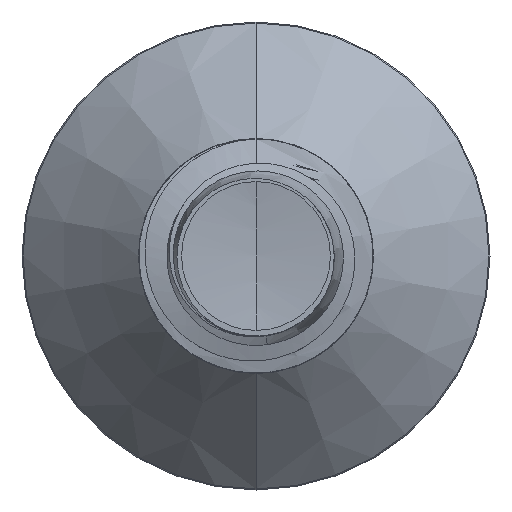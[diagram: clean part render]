
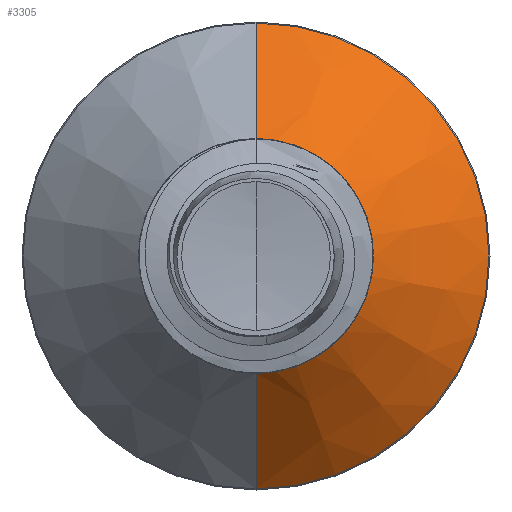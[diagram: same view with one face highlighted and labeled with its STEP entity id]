
A CAD part, front view. The second image highlights one B-rep face of the part: STEP entity #3305.
In plain terms, the highlighted conical face has half-angle 45 degrees and reference radius 1.256 mm.
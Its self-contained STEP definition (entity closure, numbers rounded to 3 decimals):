
#728 = EDGE_LOOP ( 'NONE', ( #19934, #7852, #1996, #4930 ) ) ;
#1996 = ORIENTED_EDGE ( 'NONE', *, *, #32017, .F. ) ;
#3005 = LINE ( 'NONE', #17645, #21236 ) ;
#3287 = DIRECTION ( 'NONE',  ( 0., 1., 0. ) ) ;
#3305 = ADVANCED_FACE ( 'NONE', ( #5889 ), #4139, .T. ) ;
#4139 = CONICAL_SURFACE ( 'NONE', #21376, 1.256, 0.785 ) ;
#4930 = ORIENTED_EDGE ( 'NONE', *, *, #26667, .F. ) ;
#5064 = DIRECTION ( 'NONE',  ( 0., 0.707, 0.707 ) ) ;
#5889 = FACE_OUTER_BOUND ( 'NONE', #728, .T. ) ;
#7852 = ORIENTED_EDGE ( 'NONE', *, *, #11593, .T. ) ;
#8896 = CARTESIAN_POINT ( 'NONE',  ( 0., 9.206, 0. ) ) ;
#9575 = CARTESIAN_POINT ( 'NONE',  ( 0., 10.439, 2.489 ) ) ;
#10174 = DIRECTION ( 'NONE',  ( 0., 1., 0. ) ) ;
#10753 = VERTEX_POINT ( 'NONE', #26028 ) ;
#11013 = CARTESIAN_POINT ( 'NONE',  ( 0., 10.439, -2.489 ) ) ;
#11385 = DIRECTION ( 'NONE',  ( 0., 0., 1. ) ) ;
#11492 = VERTEX_POINT ( 'NONE', #12741 ) ;
#11593 = EDGE_CURVE ( 'NONE', #11492, #27232, #20349, .T. ) ;
#12547 = CARTESIAN_POINT ( 'NONE',  ( 0., 9.206, 0. ) ) ;
#12741 = CARTESIAN_POINT ( 'NONE',  ( 0., 9.206, -1.256 ) ) ;
#14292 = EDGE_CURVE ( 'NONE', #10753, #11492, #27417, .T. ) ;
#14891 = VECTOR ( 'NONE', #17736, 1000. ) ;
#17645 = CARTESIAN_POINT ( 'NONE',  ( 0., 9.206, 1.256 ) ) ;
#17736 = DIRECTION ( 'NONE',  ( 0., 0.707, -0.707 ) ) ;
#18157 = CARTESIAN_POINT ( 'NONE',  ( 0., 10.439, 0. ) ) ;
#18719 = AXIS2_PLACEMENT_3D ( 'NONE', #8896, #26165, #11385 ) ;
#19386 = AXIS2_PLACEMENT_3D ( 'NONE', #18157, #3287, #20659 ) ;
#19934 = ORIENTED_EDGE ( 'NONE', *, *, #14292, .T. ) ;
#20342 = VERTEX_POINT ( 'NONE', #9575 ) ;
#20349 = LINE ( 'NONE', #29972, #14891 ) ;
#20659 = DIRECTION ( 'NONE',  ( 0., 0., 1. ) ) ;
#21236 = VECTOR ( 'NONE', #5064, 1000. ) ;
#21376 = AXIS2_PLACEMENT_3D ( 'NONE', #12547, #10174, #27328 ) ;
#26028 = CARTESIAN_POINT ( 'NONE',  ( 0., 9.206, 1.256 ) ) ;
#26165 = DIRECTION ( 'NONE',  ( 0., 1., 0. ) ) ;
#26667 = EDGE_CURVE ( 'NONE', #10753, #20342, #3005, .T. ) ;
#27232 = VERTEX_POINT ( 'NONE', #11013 ) ;
#27328 = DIRECTION ( 'NONE',  ( 0., 0., 1. ) ) ;
#27417 = CIRCLE ( 'NONE', #18719, 1.256 ) ;
#29972 = CARTESIAN_POINT ( 'NONE',  ( 0., 9.206, -1.256 ) ) ;
#30025 = CIRCLE ( 'NONE', #19386, 2.489 ) ;
#32017 = EDGE_CURVE ( 'NONE', #20342, #27232, #30025, .T. ) ;
